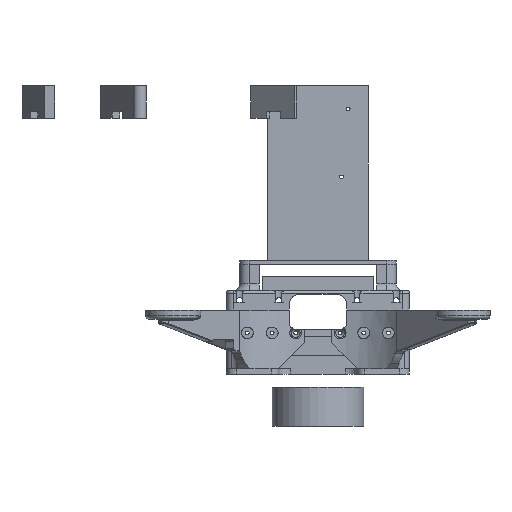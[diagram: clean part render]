
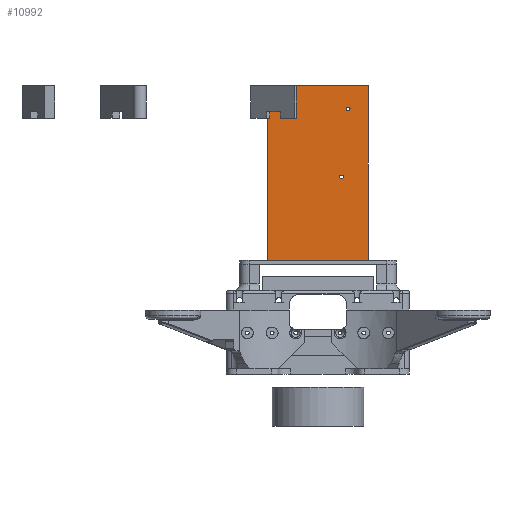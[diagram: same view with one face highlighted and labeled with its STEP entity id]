
A CAD part, left-side view. The second image highlights one B-rep face of the part: STEP entity #10992.
In plain terms, the highlighted planar face has unit normal (-1, 0, 0).
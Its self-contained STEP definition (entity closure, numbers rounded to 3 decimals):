
#389=FACE_BOUND('',#1977,.T.);
#390=FACE_BOUND('',#1978,.T.);
#391=FACE_BOUND('',#1979,.T.);
#600=PLANE('',#12136);
#1208=FACE_OUTER_BOUND('',#1976,.T.);
#1976=EDGE_LOOP('',(#9701,#9702,#9703,#9704));
#1977=EDGE_LOOP('',(#9705));
#1978=EDGE_LOOP('',(#9706));
#1979=EDGE_LOOP('',(#9707));
#2765=LINE('',#19785,#3655);
#2775=LINE('',#19812,#3665);
#2778=LINE('',#19822,#3668);
#2788=LINE('',#19850,#3678);
#3655=VECTOR('',#14945,10.);
#3665=VECTOR('',#14965,10.);
#3668=VECTOR('',#14974,10.);
#3678=VECTOR('',#14996,10.);
#4379=CIRCLE('',#12137,1.4);
#4380=CIRCLE('',#12138,1.4);
#4381=CIRCLE('',#12139,1.4);
#5273=VERTEX_POINT('',#19783);
#5274=VERTEX_POINT('',#19784);
#5286=VERTEX_POINT('',#19810);
#5290=VERTEX_POINT('',#19820);
#5313=VERTEX_POINT('',#19876);
#5314=VERTEX_POINT('',#19878);
#5315=VERTEX_POINT('',#19880);
#6761=EDGE_CURVE('',#5273,#5274,#2765,.T.);
#6775=EDGE_CURVE('',#5286,#5273,#2775,.T.);
#6780=EDGE_CURVE('',#5290,#5286,#2778,.T.);
#6794=EDGE_CURVE('',#5274,#5290,#2788,.T.);
#6807=EDGE_CURVE('',#5313,#5313,#4379,.T.);
#6808=EDGE_CURVE('',#5314,#5314,#4380,.T.);
#6809=EDGE_CURVE('',#5315,#5315,#4381,.T.);
#9701=ORIENTED_EDGE('',*,*,#6761,.F.);
#9702=ORIENTED_EDGE('',*,*,#6775,.F.);
#9703=ORIENTED_EDGE('',*,*,#6780,.F.);
#9704=ORIENTED_EDGE('',*,*,#6794,.F.);
#9705=ORIENTED_EDGE('',*,*,#6807,.F.);
#9706=ORIENTED_EDGE('',*,*,#6808,.F.);
#9707=ORIENTED_EDGE('',*,*,#6809,.F.);
#10992=ADVANCED_FACE('',(#1208,#389,#390,#391),#600,.T.);
#12136=AXIS2_PLACEMENT_3D('',#19875,#15015,#15016);
#12137=AXIS2_PLACEMENT_3D('',#19877,#15017,#15018);
#12138=AXIS2_PLACEMENT_3D('',#19879,#15019,#15020);
#12139=AXIS2_PLACEMENT_3D('',#19881,#15021,#15022);
#14945=DIRECTION('',(0.,0.,1.));
#14965=DIRECTION('',(0.,1.,0.));
#14974=DIRECTION('',(0.,0.,-1.));
#14996=DIRECTION('',(0.,-1.,0.));
#15015=DIRECTION('center_axis',(-1.,0.,0.));
#15016=DIRECTION('ref_axis',(0.,1.,0.));
#15017=DIRECTION('center_axis',(-1.,0.,0.));
#15018=DIRECTION('ref_axis',(0.,0.,
-1.));
#15019=DIRECTION('center_axis',(-1.,0.,0.));
#15020=DIRECTION('ref_axis',(0.,0.,
-1.));
#15021=DIRECTION('center_axis',(-1.,0.,0.));
#15022=DIRECTION('ref_axis',(0.,0.,
-1.));
#19783=CARTESIAN_POINT('',(-13.393,38.5,43.));
#19784=CARTESIAN_POINT('',(-13.393,38.5,176.721));
#19785=CARTESIAN_POINT('',(-13.393,38.5,103.721));
#19810=CARTESIAN_POINT('',(-13.393,-38.5,43.));
#19812=CARTESIAN_POINT('',(-13.393,22.25,43.));
#19820=CARTESIAN_POINT('',(-13.393,-38.5,176.721));
#19822=CARTESIAN_POINT('',(-13.393,-38.5,130.971));
#19850=CARTESIAN_POINT('',(-13.393,-35.5,176.721));
#19875=CARTESIAN_POINT('Origin',(-13.393,80.,148.721));
#19876=CARTESIAN_POINT('',(-13.393,25.09,159.111));
#19877=CARTESIAN_POINT('Origin',(-13.393,25.09,157.711));
#19878=CARTESIAN_POINT('',(-13.393,-23.17,160.381));
#19879=CARTESIAN_POINT('Origin',(-13.393,-23.17,158.981));
#19880=CARTESIAN_POINT('',(-13.393,-18.09,108.311));
#19881=CARTESIAN_POINT('Origin',(-13.393,-18.09,106.911));
